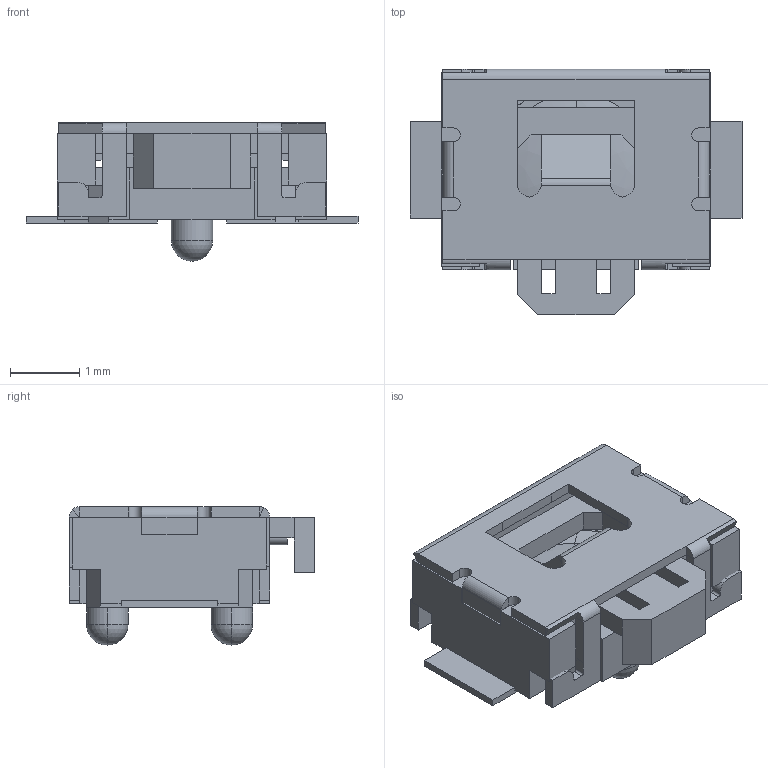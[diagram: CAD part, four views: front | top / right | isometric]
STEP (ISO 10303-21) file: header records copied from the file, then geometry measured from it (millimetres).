
FILE_DESCRIPTION(('STEP AP242'),'1');
FILE_NAME('switches_thb01sl-_251_-f1_2_b.stp','2024-05-13T13:45:43',('TraceParts'),('TraceParts S.A.'),'Spatial InterOp 3D',' ',' ');
FILE_SCHEMA(('AP242_MANAGED_MODEL_BASED_3D_ENGINEERING_MIM_LF {1 0 10303 442 1 1 4}'));
Length unit declared in the file: millimetre
Products named in the file (1): switches_thb01sl-_251_-f1_2_b_1
Bounding box: 4.8 x 3.55 x 2 mm (x, y, z)
Volume: 11.3 mm3; surface area: 124.7 mm2
Topology: 6 solids, 6 shells, 466 faces, 1295 edges, 829 vertices
Faces by surface type: plane 350, cylinder 104, sphere 6, bspline 4, cone 2
Entity records: 14897 total; most frequent: CARTESIAN_POINT 2871, ORIENTED_EDGE 2570, DIRECTION 2416, EDGE_CURVE 1285, LINE 1012, VECTOR 1012, VERTEX_POINT 829, AXIS2_PLACEMENT_3D 702
